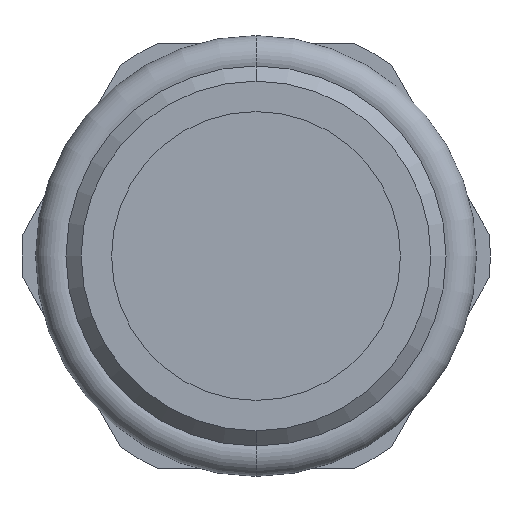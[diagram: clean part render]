
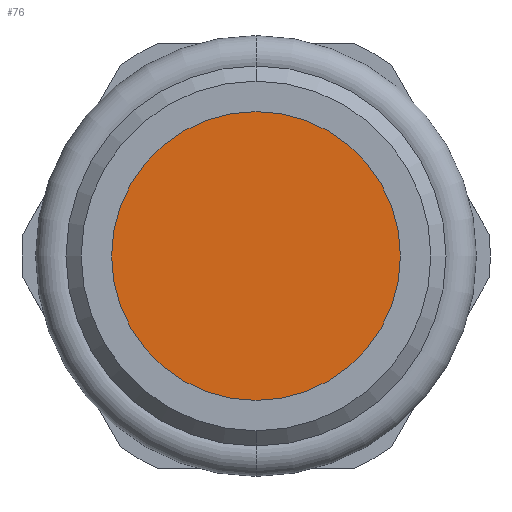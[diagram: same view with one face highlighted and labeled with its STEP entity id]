
A CAD part, front view. The second image highlights one B-rep face of the part: STEP entity #76.
In plain terms, the highlighted planar face has unit normal (0, -1, 0).
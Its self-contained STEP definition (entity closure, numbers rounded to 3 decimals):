
#72 = ORIENTED_EDGE ( 'NONE', *, *, #108, .T. ) ;
#76 = ADVANCED_FACE ( 'NONE', ( #469 ), #515, .F. ) ;
#77 = ORIENTED_EDGE ( 'NONE', *, *, #94, .T. ) ;
#94 = EDGE_CURVE ( 'NONE', #110, #140, #454, .T. ) ;
#96 = EDGE_LOOP ( 'NONE', ( #77, #72 ) ) ;
#105 = DIRECTION ( 'NONE',  ( 0., 0., -1. ) ) ;
#106 = DIRECTION ( 'NONE',  ( 0., -1., 0. ) ) ;
#108 = EDGE_CURVE ( 'NONE', #140, #110, #423, .T. ) ;
#110 = VERTEX_POINT ( 'NONE', #582 ) ;
#140 = VERTEX_POINT ( 'NONE', #608 ) ;
#421 = CARTESIAN_POINT ( 'NONE',  ( 0., -1.5, 0. ) ) ;
#422 = AXIS2_PLACEMENT_3D ( 'NONE', #421, #106, #105 ) ;
#423 = CIRCLE ( 'NONE', #422, 4.75 ) ;
#447 = AXIS2_PLACEMENT_3D ( 'NONE', #552, #547, #546 ) ;
#454 = CIRCLE ( 'NONE', #447, 4.75 ) ;
#469 = FACE_OUTER_BOUND ( 'NONE', #96, .T. ) ;
#498 = DIRECTION ( 'NONE',  ( 0., 0., 1. ) ) ;
#499 = DIRECTION ( 'NONE',  ( 0., 1., 0. ) ) ;
#501 = AXIS2_PLACEMENT_3D ( 'NONE', #517, #499, #498 ) ;
#515 = PLANE ( 'NONE',  #501 ) ;
#517 = CARTESIAN_POINT ( 'NONE',  ( -4.75, -1.5, 0. ) ) ;
#546 = DIRECTION ( 'NONE',  ( 0., 0., -1. ) ) ;
#547 = DIRECTION ( 'NONE',  ( 0., -1., 0. ) ) ;
#552 = CARTESIAN_POINT ( 'NONE',  ( 0., -1.5, 0. ) ) ;
#582 = CARTESIAN_POINT ( 'NONE',  ( 0., -1.5, -4.75 ) ) ;
#608 = CARTESIAN_POINT ( 'NONE',  ( 0., -1.5, 4.75 ) ) ;
